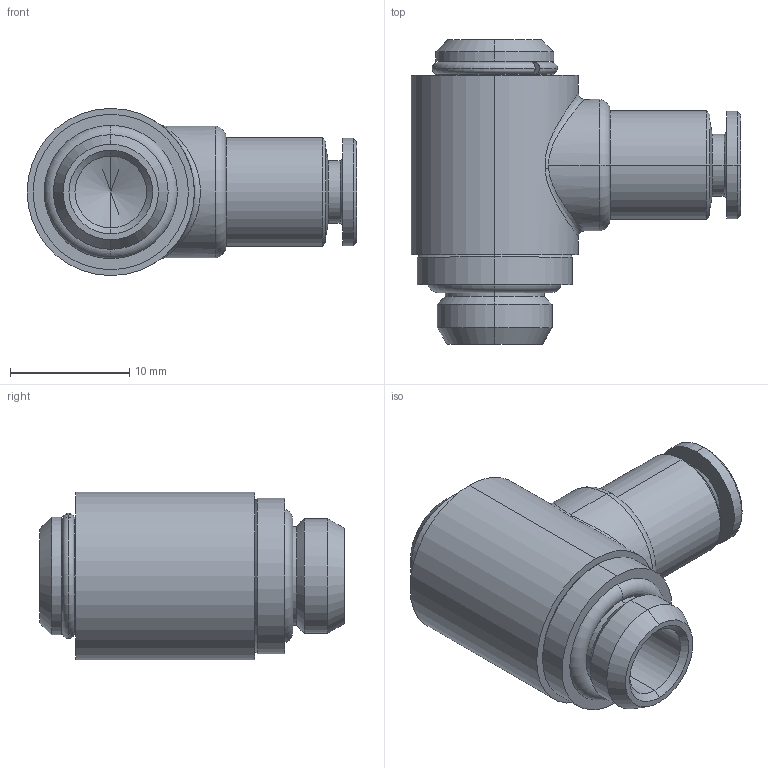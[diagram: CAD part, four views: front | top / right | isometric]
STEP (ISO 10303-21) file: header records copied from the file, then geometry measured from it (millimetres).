
FILE_DESCRIPTION (( 'STEP AP203' ), '1' );
FILE_NAME ('A0080011.STEP', '2009-02-06T16:15:14', ( 'UT1' ), ( '' ), 'SwSTEP 2.0', 'SolidWorks 2009', '' );
FILE_SCHEMA (( 'CONFIG_CONTROL_DESIGN' ));
Length unit declared in the file: millimetre
Products named in the file (1): A0080011
Bounding box: 27.6 x 25.5 x 14 mm (x, y, z)
Volume: 3372.7 mm3; surface area: 2481.8 mm2
Topology: 2 solids, 2 shells, 90 faces, 194 edges, 114 vertices
Faces by surface type: cylinder 30, cone 28, plane 24, torus 6, bspline 2
Entity records: 3014 total; most frequent: CARTESIAN_POINT 974, DIRECTION 442, ORIENTED_EDGE 380, EDGE_CURVE 190, AXIS2_PLACEMENT_3D 183, VERTEX_POINT 114, EDGE_LOOP 102, CIRCLE 94
